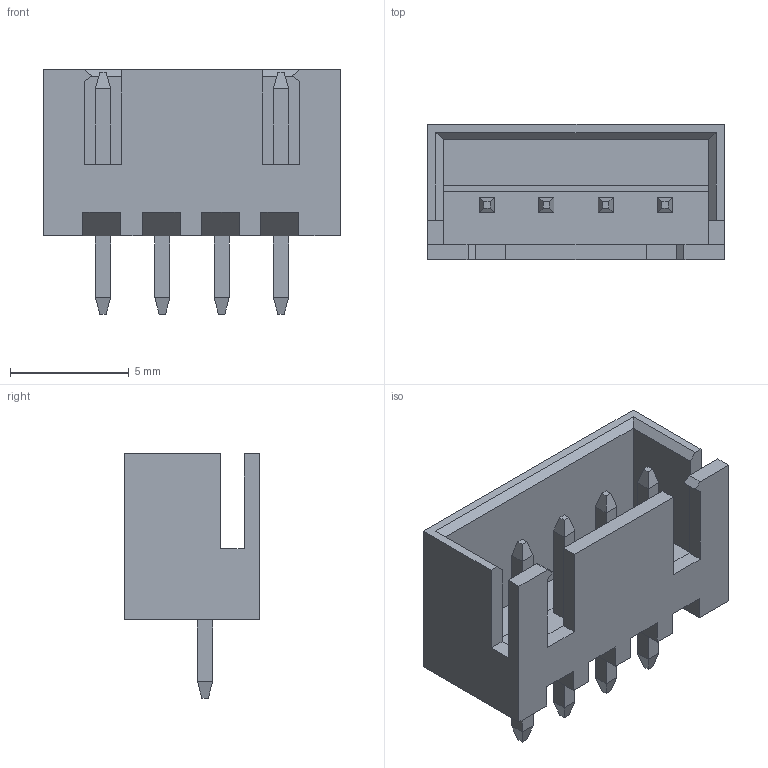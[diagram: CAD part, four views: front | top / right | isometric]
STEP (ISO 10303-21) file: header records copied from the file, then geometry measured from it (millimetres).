
FILE_DESCRIPTION (( 'STEP AP214' ), '1' );
FILE_NAME ('User Library-PW10-XX-M white.STEP', '2020-02-09T12:41:52', ( '' ), ( '' ), 'SwSTEP 2.0', 'SolidWorks 2019', '' );
FILE_SCHEMA (( 'AUTOMOTIVE_DESIGN' ));
Length unit declared in the file: millimetre
Products named in the file (1): User Library-PW10-XX-M white
Bounding box: 12.5 x 5.7 x 10.3 mm (x, y, z)
Volume: 219.4 mm3; surface area: 632.3 mm2
Topology: 1 solids, 1 shells, 129 faces, 323 edges, 204 vertices
Faces by surface type: plane 129
Entity records: 5178 total; most frequent: CARTESIAN_POINT 657, ORIENTED_EDGE 646, DIRECTION 583, LINE 323, EDGE_CURVE 323, VECTOR 323, VERTEX_POINT 204, EDGE_LOOP 137
